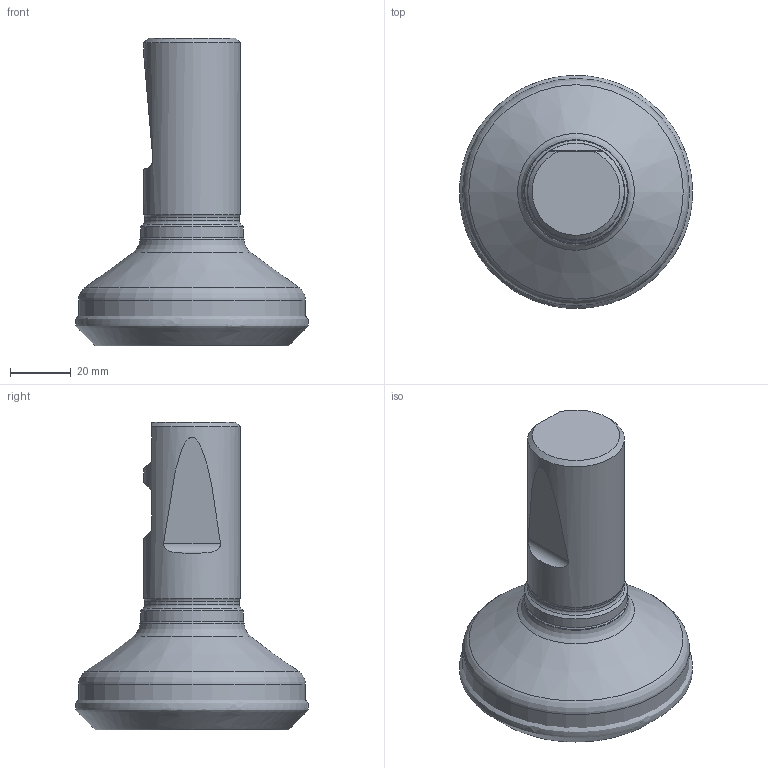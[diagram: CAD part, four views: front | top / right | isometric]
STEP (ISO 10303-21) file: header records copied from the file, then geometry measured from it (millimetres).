
FILE_DESCRIPTION(/* description */ (''),/* implementation_level */ '2;1');
FILE_NAME(/* name */ 'toolassembly_1.stp',/* time_stamp */ '2019-05-02T16:50:44+02:00',/* author */ (''),/* organization */ ('SMS'),/* preprocessor_version */ 'ST-DEVELOPER v15',/* originating_system */ 'SIEMENS PLM Software NX 8.5',/* authorisation */ '');
FILE_SCHEMA (('AUTOMOTIVE_DESIGN { 1 0 10303 214 3 1 1 1 }'));
Length unit declared in the file: millimetre
Products named in the file (4): CUT_20190502164933; NOCUT_20190502164812; ASSEMBLY_CONSTRUCTION; TOOLASSEMBLY_1
Assembly tree (3 placements, depth 2):
  TOOLASSEMBLY_1
    ASSEMBLY_CONSTRUCTION
    NOCUT_20190502164812
    CUT_20190502164933
Bounding box: 76.47 x 76.47 x 100.96 mm (x, y, z)
Volume: 175084.9 mm3; surface area: 28414.2 mm2
Topology: 2 solids, 2 shells, 38 faces, 88 edges, 66 vertices
Faces by surface type: torus 11, plane 9, cylinder 9, cone 8, bspline 1
Full cylindrical faces by diameter (mm): 31.05 x1, 31.742 x1, 33.75 x1, 34.25 x1, 74.5 x1
Entity records: 8492 total; most frequent: CARTESIAN_POINT 7585, DIRECTION 174, ORIENTED_EDGE 102, AXIS2_PLACEMENT_3D 81, EDGE_LOOP 63, EDGE_CURVE 51, FACE_BOUND 51, VERTEX_POINT 43
